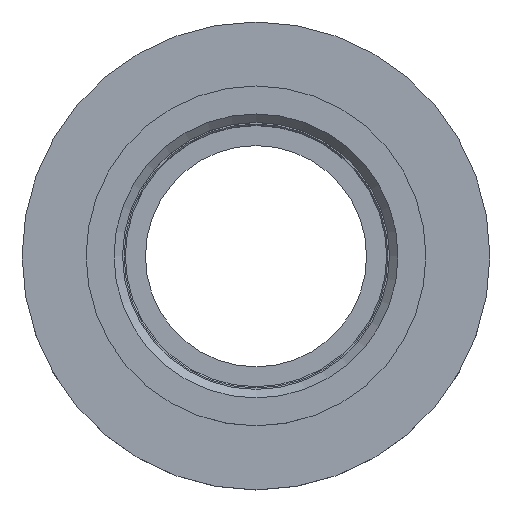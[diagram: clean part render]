
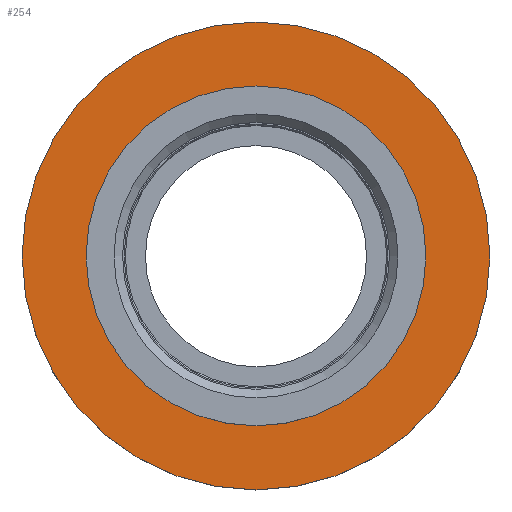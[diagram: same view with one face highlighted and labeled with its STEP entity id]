
A CAD part, top view. The second image highlights one B-rep face of the part: STEP entity #254.
In plain terms, the highlighted planar face has unit normal (0, 0, 1).
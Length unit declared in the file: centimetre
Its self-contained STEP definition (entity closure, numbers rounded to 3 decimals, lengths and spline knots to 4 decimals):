
#115=PLANE('',#281);
#128=VERTEX_POINT('',#321);
#129=VERTEX_POINT('',#324);
#142=CIRCLE('',#280,16.5);
#143=CIRCLE('',#282,11.985);
#156=EDGE_CURVE('',#128,#128,#142,.T.);
#157=EDGE_CURVE('',#129,#129,#143,.T.);
#182=ORIENTED_EDGE('',*,*,#157,.F.);
#183=ORIENTED_EDGE('',*,*,#156,.T.);
#210=EDGE_LOOP('',(#182));
#211=EDGE_LOOP('',(#183));
#238=FACE_BOUND('',#210,.T.);
#239=FACE_BOUND('',#211,.T.);
#254=ADVANCED_FACE('',(#238,#239),#115,.T.);
#280=AXIS2_PLACEMENT_3D('',#320,#369,#370);
#281=AXIS2_PLACEMENT_3D('',#322,#371,$);
#282=AXIS2_PLACEMENT_3D('',#323,#372,#373);
#320=CARTESIAN_POINT('',(0.,0.,-1.));
#321=CARTESIAN_POINT('',(0.,16.5,-1.));
#322=CARTESIAN_POINT('',(0.,14.2425,-1.));
#323=CARTESIAN_POINT('',(0.,0.,-1.));
#324=CARTESIAN_POINT('',(0.,11.985,-1.));
#369=DIRECTION('',(0.,0.,1.));
#370=DIRECTION('',(0.,16.5,0.));
#371=DIRECTION('',(0.,0.,1.));
#372=DIRECTION('',(0.,0.,1.));
#373=DIRECTION('',(0.,11.985,0.));
